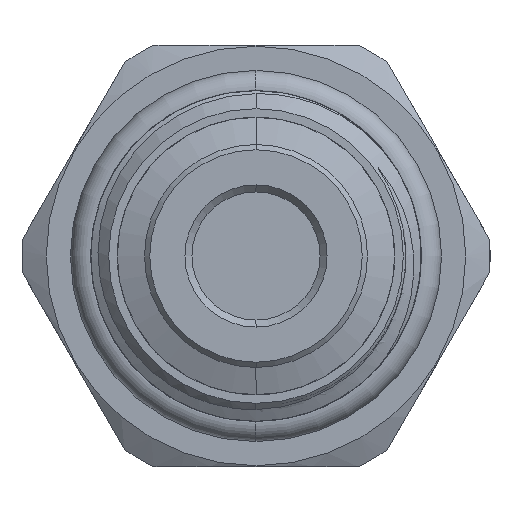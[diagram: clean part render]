
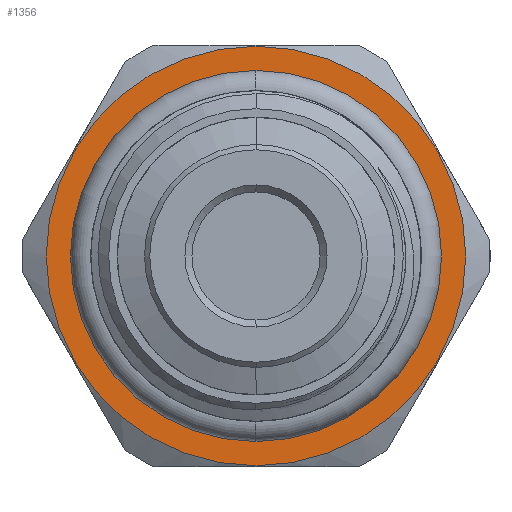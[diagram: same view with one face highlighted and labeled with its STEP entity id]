
A CAD part, left-side view. The second image highlights one B-rep face of the part: STEP entity #1356.
In plain terms, the highlighted planar face has unit normal (-1, 0, 0).
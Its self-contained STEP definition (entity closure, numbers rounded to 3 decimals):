
#721 = FACE_BOUND ( 'NONE', #7421, .T. ) ;
#726 = FACE_OUTER_BOUND ( 'NONE', #7492, .T. ) ;
#790 = CIRCLE ( 'NONE', #6254, 8.895 ) ;
#791 = CIRCLE ( 'NONE', #6255, 11.95 ) ;
#955 = CIRCLE ( 'NONE', #11140, 8.895 ) ;
#959 = CIRCLE ( 'NONE', #11143, 11.95 ) ;
#1356 = ADVANCED_FACE ( 'NONE', ( #721, #726 ), #6341, .T. ) ;
#1803 = CARTESIAN_POINT ( 'NONE',  ( -37.669, 0., -11.95 ) ) ;
#1808 = CARTESIAN_POINT ( 'NONE',  ( -37.669, 0., 11.95 ) ) ;
#1827 = CARTESIAN_POINT ( 'NONE',  ( -37.669, 0., -8.895 ) ) ;
#1828 = CARTESIAN_POINT ( 'NONE',  ( -37.669, 0., 8.895 ) ) ;
#5826 = EDGE_CURVE ( 'NONE', #6963, #6964, #790, .T. ) ;
#5827 = EDGE_CURVE ( 'NONE', #6939, #6944, #791, .T. ) ;
#5980 = EDGE_CURVE ( 'NONE', #6964, #6963, #955, .T. ) ;
#5987 = EDGE_CURVE ( 'NONE', #6944, #6939, #959, .T. ) ;
#6205 = AXIS2_PLACEMENT_3D ( 'NONE', #6336, #6331, #6345 ) ;
#6254 = AXIS2_PLACEMENT_3D ( 'NONE', #10765, #10766, #10767 ) ;
#6255 = AXIS2_PLACEMENT_3D ( 'NONE', #10768, #10769, #10770 ) ;
#6331 = DIRECTION ( 'NONE',  ( -1., 0., 0. ) ) ;
#6336 = CARTESIAN_POINT ( 'NONE',  ( -37.669, 11.95, 0. ) ) ;
#6341 = PLANE ( 'NONE',  #6205 ) ;
#6345 = DIRECTION ( 'NONE',  ( 0., 0., 1. ) ) ;
#6626 = ORIENTED_EDGE ( 'NONE', *, *, #5980, .T. ) ;
#6742 = ORIENTED_EDGE ( 'NONE', *, *, #5987, .T. ) ;
#6812 = ORIENTED_EDGE ( 'NONE', *, *, #5827, .T. ) ;
#6863 = ORIENTED_EDGE ( 'NONE', *, *, #5826, .T. ) ;
#6939 = VERTEX_POINT ( 'NONE', #1803 ) ;
#6944 = VERTEX_POINT ( 'NONE', #1808 ) ;
#6963 = VERTEX_POINT ( 'NONE', #1827 ) ;
#6964 = VERTEX_POINT ( 'NONE', #1828 ) ;
#7421 = EDGE_LOOP ( 'NONE', ( #6626, #6863 ) ) ;
#7492 = EDGE_LOOP ( 'NONE', ( #6742, #6812 ) ) ;
#10765 = CARTESIAN_POINT ( 'NONE',  ( -37.669, 0., 0. ) ) ;
#10766 = DIRECTION ( 'NONE',  ( 1., 0., 0. ) ) ;
#10767 = DIRECTION ( 'NONE',  ( 0., 0., 1. ) ) ;
#10768 = CARTESIAN_POINT ( 'NONE',  ( -37.669, 0., 0. ) ) ;
#10769 = DIRECTION ( 'NONE',  ( -1., 0., 0. ) ) ;
#10770 = DIRECTION ( 'NONE',  ( 0., 0., 1. ) ) ;
#11140 = AXIS2_PLACEMENT_3D ( 'NONE', #11859, #11860, #11861 ) ;
#11143 = AXIS2_PLACEMENT_3D ( 'NONE', #11897, #11898, #11899 ) ;
#11859 = CARTESIAN_POINT ( 'NONE',  ( -37.669, 0., 0. ) ) ;
#11860 = DIRECTION ( 'NONE',  ( 1., 0., 0. ) ) ;
#11861 = DIRECTION ( 'NONE',  ( 0., 0., 1. ) ) ;
#11897 = CARTESIAN_POINT ( 'NONE',  ( -37.669, 0., 0. ) ) ;
#11898 = DIRECTION ( 'NONE',  ( -1., 0., 0. ) ) ;
#11899 = DIRECTION ( 'NONE',  ( 0., 0., 1. ) ) ;
